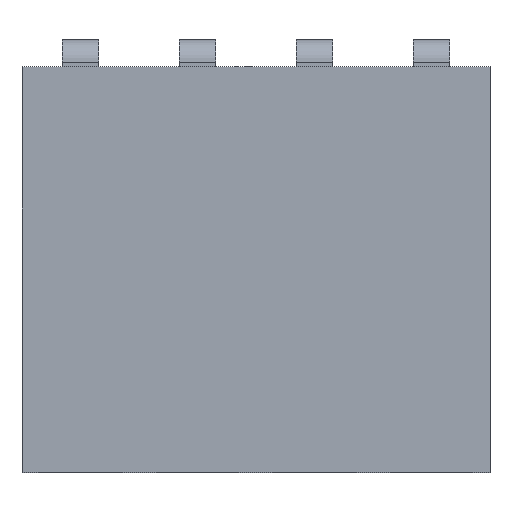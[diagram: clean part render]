
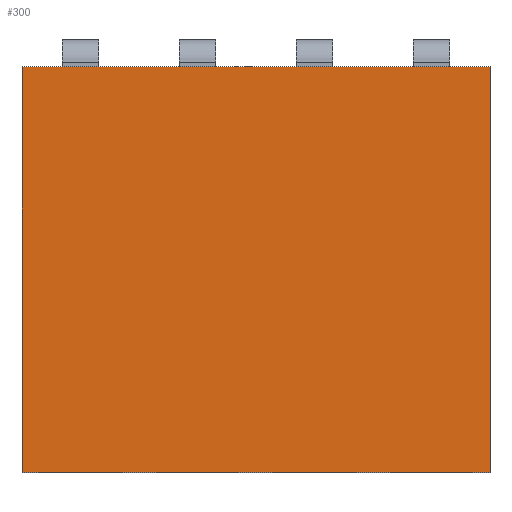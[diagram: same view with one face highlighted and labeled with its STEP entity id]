
A CAD part, top view. The second image highlights one B-rep face of the part: STEP entity #300.
In plain terms, the highlighted planar face has unit normal (0, 0, 1).
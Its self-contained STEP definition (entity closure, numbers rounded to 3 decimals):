
#300=ADVANCED_FACE('',(#2476),#2478,.T.);
#2476=FACE_BOUND('',#2477,.T.);
#2477=EDGE_LOOP('',(#4193,#4194,#4195,#4196));
#2478=PLANE('',#2479);
#2479=AXIS2_PLACEMENT_3D('',#2480,#2481,#2482);
#2480=CARTESIAN_POINT('',(-0.635,-4.625,1.8));
#2481=DIRECTION('',(0.,0.,1.));
#2482=DIRECTION('',(1.,0.,0.));
#4193=ORIENTED_EDGE('',*,*,#5451,.T.);
#4194=ORIENTED_EDGE('',*,*,#5448,.T.);
#4195=ORIENTED_EDGE('',*,*,#5412,.F.);
#4196=ORIENTED_EDGE('',*,*,#5420,.F.);
#5412=EDGE_CURVE('',#6111,#6113,#6114,.T.);
#5420=EDGE_CURVE('',#6124,#6111,#6126,.T.);
#5448=EDGE_CURVE('',#6170,#6113,#6171,.T.);
#5451=EDGE_CURVE('',#6124,#6170,#6175,.T.);
#6111=VERTEX_POINT('',#7287);
#6113=VERTEX_POINT('',#7291);
#6114=LINE('',#7292,#7293);
#6124=VERTEX_POINT('',#7316);
#6126=LINE('',#7320,#7321);
#6170=VERTEX_POINT('',#7420);
#6171=LINE('',#7421,#7422);
#6175=LINE('',#7431,#7432);
#7287=CARTESIAN_POINT('',(-0.635,-0.225,1.8));
#7291=CARTESIAN_POINT('',(4.445,-0.225,1.8));
#7292=CARTESIAN_POINT('',(-0.635,-0.225,1.8));
#7293=VECTOR('',#7294,1.);
#7294=DIRECTION('',(1.,0.,0.));
#7316=CARTESIAN_POINT('',(-0.635,-4.625,1.8));
#7320=CARTESIAN_POINT('',(-0.635,-4.625,1.8));
#7321=VECTOR('',#7322,1.);
#7322=DIRECTION('',(0.,1.,0.));
#7420=CARTESIAN_POINT('',(4.445,-4.625,1.8));
#7421=CARTESIAN_POINT('',(4.445,-4.625,1.8));
#7422=VECTOR('',#7423,1.);
#7423=DIRECTION('',(0.,1.,0.));
#7431=CARTESIAN_POINT('',(-0.635,-4.625,1.8));
#7432=VECTOR('',#7433,1.);
#7433=DIRECTION('',(1.,0.,0.));
